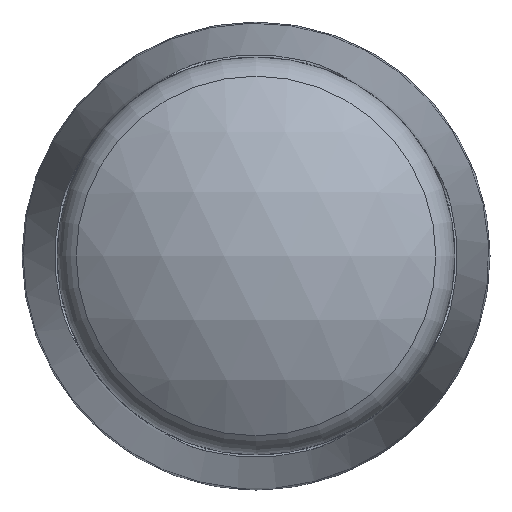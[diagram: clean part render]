
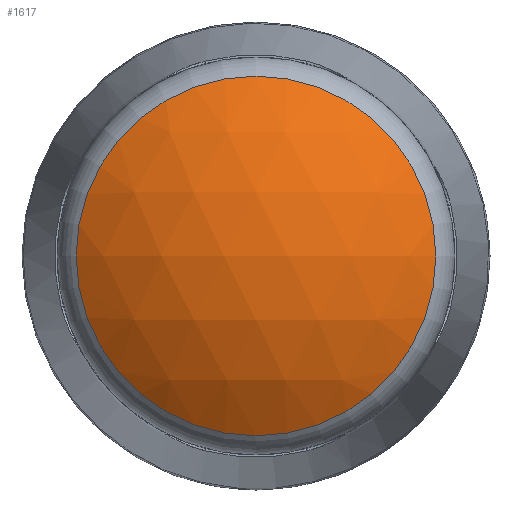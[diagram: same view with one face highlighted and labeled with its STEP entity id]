
A CAD part, left-side view. The second image highlights one B-rep face of the part: STEP entity #1617.
In plain terms, the highlighted spherical face has radius 26.606 mm.
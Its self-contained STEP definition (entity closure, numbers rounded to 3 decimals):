
#14=SPHERICAL_SURFACE('',#1766,26.606);
#377=FACE_OUTER_BOUND('',#480,.T.);
#480=EDGE_LOOP('',(#1177));
#599=CIRCLE('',#1765,15.752);
#703=VERTEX_POINT('',#2812);
#875=EDGE_CURVE('',#703,#703,#599,.T.);
#1177=ORIENTED_EDGE('',*,*,#875,.F.);
#1617=ADVANCED_FACE('',(#377),#14,.T.);
#1765=AXIS2_PLACEMENT_3D('',#2813,#2041,#2042);
#1766=AXIS2_PLACEMENT_3D('',#2814,#2043,#2044);
#2041=DIRECTION('center_axis',(1.,0.,0.));
#2042=DIRECTION('ref_axis',(0.,-1.,0.));
#2043=DIRECTION('center_axis',(0.,0.,1.));
#2044=DIRECTION('ref_axis',(1.,0.,0.));
#2812=CARTESIAN_POINT('',(5.164,15.752,0.));
#2813=CARTESIAN_POINT('Origin',(5.164,0.,0.));
#2814=CARTESIAN_POINT('Origin',(26.606,0.,0.));
